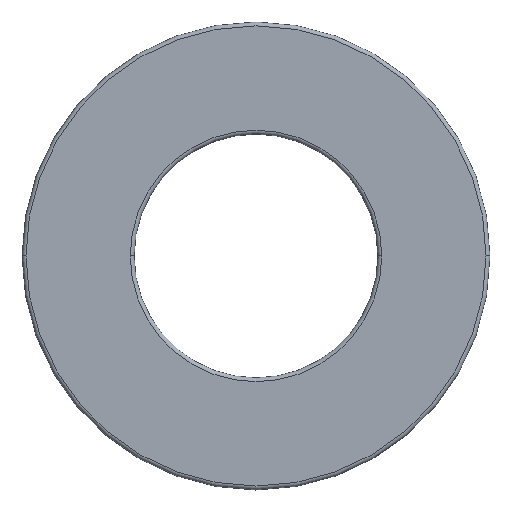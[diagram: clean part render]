
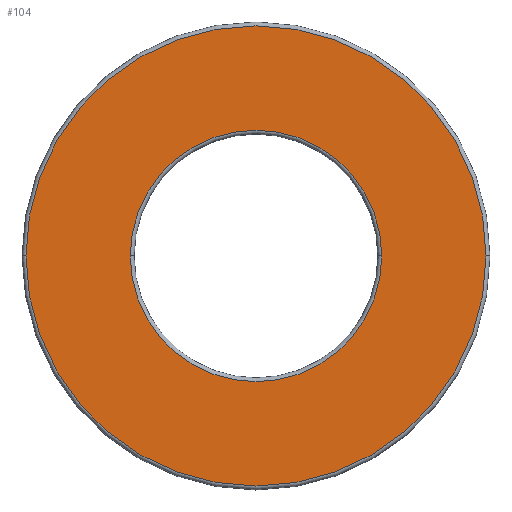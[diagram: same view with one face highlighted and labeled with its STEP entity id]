
A CAD part, top view. The second image highlights one B-rep face of the part: STEP entity #104.
In plain terms, the highlighted planar face has unit normal (0, 0, 1).
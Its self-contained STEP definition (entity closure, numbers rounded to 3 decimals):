
#7 = DIRECTION ( 'NONE',  ( 0., 0., 1. ) ) ;
#36 = CARTESIAN_POINT ( 'NONE',  ( 0., 0., 2.5 ) ) ;
#64 = CARTESIAN_POINT ( 'NONE',  ( -11.8, 0., 2.5 ) ) ;
#84 = CIRCLE ( 'NONE', #102, 11.8 ) ;
#102 = AXIS2_PLACEMENT_3D ( 'NONE', #196, #132, #342 ) ;
#104 = ADVANCED_FACE ( 'NONE', ( #262, #233 ), #351, .T. ) ;
#105 = CARTESIAN_POINT ( 'NONE',  ( 0., 0., 2.5 ) ) ;
#118 = VERTEX_POINT ( 'NONE', #137 ) ;
#121 = DIRECTION ( 'NONE',  ( 0., 0., -1. ) ) ;
#124 = EDGE_CURVE ( 'NONE', #343, #182, #241, .T. ) ;
#132 = DIRECTION ( 'NONE',  ( 0., 0., 1. ) ) ;
#137 = CARTESIAN_POINT ( 'NONE',  ( 6.45, 0., 2.5 ) ) ;
#144 = DIRECTION ( 'NONE',  ( 1., 0., 0. ) ) ;
#148 = AXIS2_PLACEMENT_3D ( 'NONE', #36, #322, #324 ) ;
#155 = CIRCLE ( 'NONE', #148, 6.45 ) ;
#156 = CARTESIAN_POINT ( 'NONE',  ( -6.45, 0., 2.5 ) ) ;
#174 = CIRCLE ( 'NONE', #273, 6.45 ) ;
#180 = ORIENTED_EDGE ( 'NONE', *, *, #192, .T. ) ;
#182 = VERTEX_POINT ( 'NONE', #202 ) ;
#188 = EDGE_LOOP ( 'NONE', ( #180, #245 ) ) ;
#192 = EDGE_CURVE ( 'NONE', #118, #403, #155, .T. ) ;
#196 = CARTESIAN_POINT ( 'NONE',  ( 0., 0., 2.5 ) ) ;
#202 = CARTESIAN_POINT ( 'NONE',  ( 11.8, 0., 2.5 ) ) ;
#204 = DIRECTION ( 'NONE',  ( 0., 0., 1. ) ) ;
#214 = EDGE_CURVE ( 'NONE', #403, #118, #174, .T. ) ;
#233 = FACE_OUTER_BOUND ( 'NONE', #369, .T. ) ;
#241 = CIRCLE ( 'NONE', #266, 11.8 ) ;
#243 = ORIENTED_EDGE ( 'NONE', *, *, #124, .T. ) ;
#245 = ORIENTED_EDGE ( 'NONE', *, *, #214, .T. ) ;
#246 = CARTESIAN_POINT ( 'NONE',  ( 0., 0., 2.5 ) ) ;
#250 = ORIENTED_EDGE ( 'NONE', *, *, #399, .T. ) ;
#262 = FACE_BOUND ( 'NONE', #188, .T. ) ;
#266 = AXIS2_PLACEMENT_3D ( 'NONE', #105, #204, #144 ) ;
#273 = AXIS2_PLACEMENT_3D ( 'NONE', #246, #121, #361 ) ;
#293 = CARTESIAN_POINT ( 'NONE',  ( 0., 0., 2.5 ) ) ;
#317 = DIRECTION ( 'NONE',  ( 1., 0., 0. ) ) ;
#322 = DIRECTION ( 'NONE',  ( 0., 0., -1. ) ) ;
#324 = DIRECTION ( 'NONE',  ( 1., 0., 0. ) ) ;
#342 = DIRECTION ( 'NONE',  ( 1., 0., 0. ) ) ;
#343 = VERTEX_POINT ( 'NONE', #64 ) ;
#350 = AXIS2_PLACEMENT_3D ( 'NONE', #293, #7, #317 ) ;
#351 = PLANE ( 'NONE',  #350 ) ;
#361 = DIRECTION ( 'NONE',  ( 1., 0., 0. ) ) ;
#369 = EDGE_LOOP ( 'NONE', ( #250, #243 ) ) ;
#399 = EDGE_CURVE ( 'NONE', #182, #343, #84, .T. ) ;
#403 = VERTEX_POINT ( 'NONE', #156 ) ;
